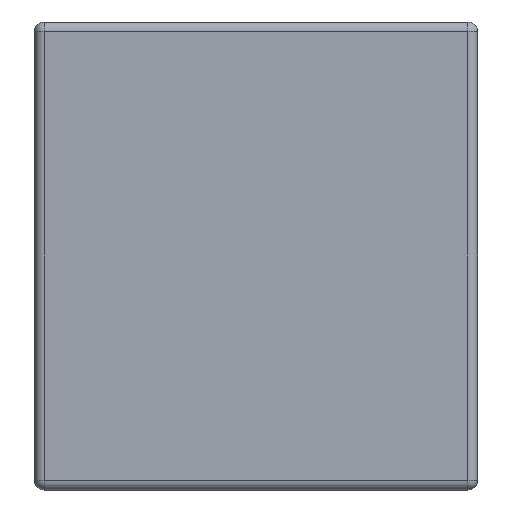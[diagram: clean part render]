
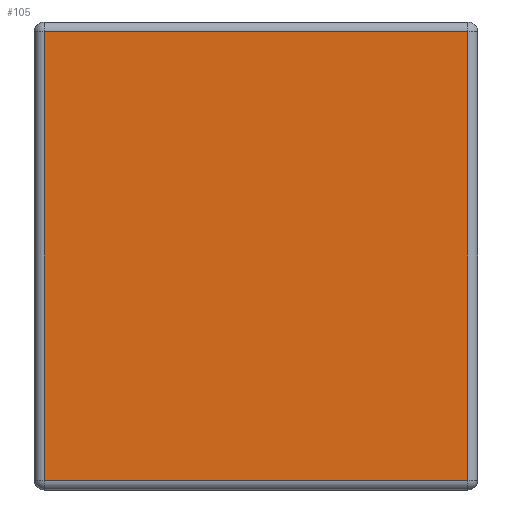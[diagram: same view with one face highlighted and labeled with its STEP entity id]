
A CAD part, left-side view. The second image highlights one B-rep face of the part: STEP entity #105.
In plain terms, the highlighted planar face has unit normal (-1, 0, 0).
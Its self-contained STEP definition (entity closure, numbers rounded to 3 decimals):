
#105 = ADVANCED_FACE ( 'NONE', ( #291 ), #4549, .T. ) ;
#291 = FACE_OUTER_BOUND ( 'NONE', #2054, .T. ) ;
#293 = ORIENTED_EDGE ( 'NONE', *, *, #555, .T. ) ;
#466 = EDGE_CURVE ( 'NONE', #1783, #956, #3863, .T. ) ;
#516 = VERTEX_POINT ( 'NONE', #2478 ) ;
#555 = EDGE_CURVE ( 'NONE', #516, #1783, #4326, .T. ) ;
#594 = CARTESIAN_POINT ( 'NONE',  ( 0., 1.76, -1.86 ) ) ;
#935 = VECTOR ( 'NONE', #1574, 1000. ) ;
#956 = VERTEX_POINT ( 'NONE', #594 ) ;
#1216 = ORIENTED_EDGE ( 'NONE', *, *, #3185, .T. ) ;
#1347 = VECTOR ( 'NONE', #1401, 1000. ) ;
#1401 = DIRECTION ( 'NONE',  ( 0., 0., -1. ) ) ;
#1574 = DIRECTION ( 'NONE',  ( 0., -1., 0. ) ) ;
#1717 = AXIS2_PLACEMENT_3D ( 'NONE', #2156, #4523, #2089 ) ;
#1783 = VERTEX_POINT ( 'NONE', #3785 ) ;
#1932 = EDGE_CURVE ( 'NONE', #3539, #516, #4288, .T. ) ;
#1965 = ORIENTED_EDGE ( 'NONE', *, *, #1932, .T. ) ;
#2054 = EDGE_LOOP ( 'NONE', ( #1216, #1965, #293, #4171 ) ) ;
#2089 = DIRECTION ( 'NONE',  ( 0., 0., 1. ) ) ;
#2095 = CARTESIAN_POINT ( 'NONE',  ( 0., 0.04, 0. ) ) ;
#2156 = CARTESIAN_POINT ( 'NONE',  ( 0., 0., 0. ) ) ;
#2478 = CARTESIAN_POINT ( 'NONE',  ( 0., 0.04, -0.04 ) ) ;
#2890 = CARTESIAN_POINT ( 'NONE',  ( 0., 1.8, -0.04 ) ) ;
#3185 = EDGE_CURVE ( 'NONE', #956, #3539, #4300, .T. ) ;
#3198 = VECTOR ( 'NONE', #4276, 1000. ) ;
#3392 = CARTESIAN_POINT ( 'NONE',  ( 0., 0.04, -1.86 ) ) ;
#3422 = VECTOR ( 'NONE', #3849, 1000. ) ;
#3527 = CARTESIAN_POINT ( 'NONE',  ( 0., 1.76, -1.9 ) ) ;
#3539 = VERTEX_POINT ( 'NONE', #3392 ) ;
#3785 = CARTESIAN_POINT ( 'NONE',  ( 0., 1.76, -0.04 ) ) ;
#3849 = DIRECTION ( 'NONE',  ( 0., 0., 1. ) ) ;
#3863 = LINE ( 'NONE', #3527, #1347 ) ;
#3971 = CARTESIAN_POINT ( 'NONE',  ( 0., 0., -1.86 ) ) ;
#4171 = ORIENTED_EDGE ( 'NONE', *, *, #466, .T. ) ;
#4276 = DIRECTION ( 'NONE',  ( 0., 1., 0. ) ) ;
#4288 = LINE ( 'NONE', #2095, #3422 ) ;
#4300 = LINE ( 'NONE', #3971, #935 ) ;
#4326 = LINE ( 'NONE', #2890, #3198 ) ;
#4523 = DIRECTION ( 'NONE',  ( -1., 0., 0. ) ) ;
#4549 = PLANE ( 'NONE',  #1717 ) ;
